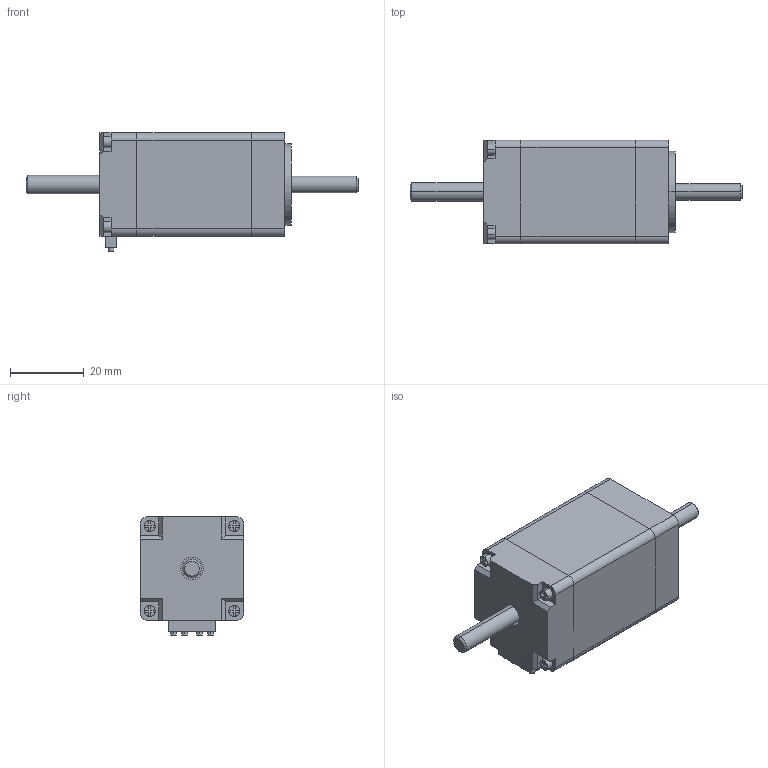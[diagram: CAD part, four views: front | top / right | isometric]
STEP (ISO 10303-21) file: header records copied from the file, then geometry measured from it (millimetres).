
FILE_DESCRIPTION (( 'STEP AP214' ), '1' );
FILE_NAME ('28HS5006B4K-01.STEP', '2023-01-31T06:57:39', ( 'Windows 蚚誧' ), ( 'Organization' ), 'SwSTEP 2.0', 'SolidWorks 2021', '' );
FILE_SCHEMA (( 'AUTOMOTIVE_DESIGN' ));
Length unit declared in the file: millimetre
Products named in the file (1): 28HS5006B4K-01
Bounding box: 89.8 x 28 x 32 mm (x, y, z)
Volume: 39918.3 mm3; surface area: 11782.3 mm2
Topology: 4 solids, 4 shells, 168 faces, 406 edges, 268 vertices
Faces by surface type: plane 114, cylinder 50, cone 4
Entity records: 6385 total; most frequent: DIRECTION 848, CARTESIAN_POINT 843, ORIENTED_EDGE 812, EDGE_CURVE 406, LINE 302, VECTOR 302, AXIS2_PLACEMENT_3D 273, VERTEX_POINT 268
